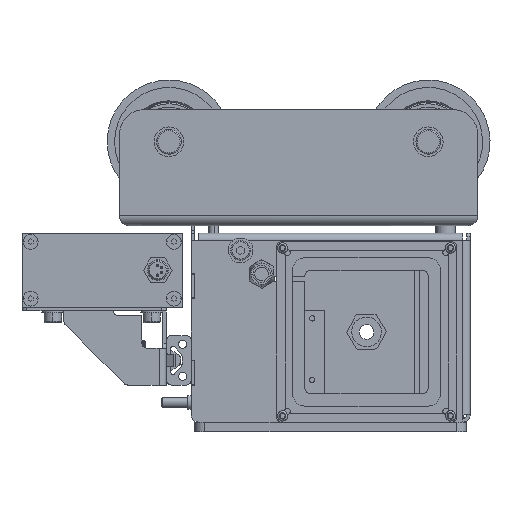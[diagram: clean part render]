
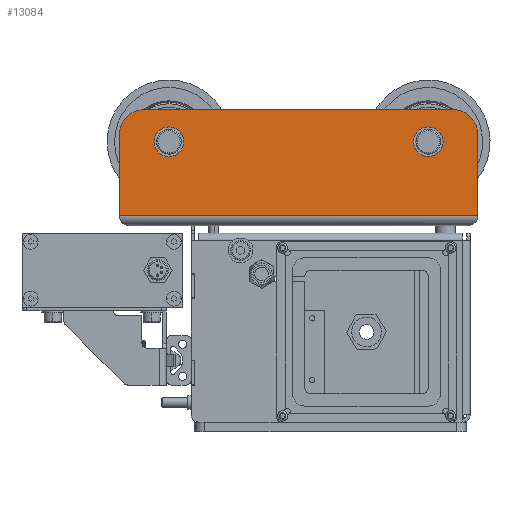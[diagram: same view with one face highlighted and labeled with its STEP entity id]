
A CAD part, front view. The second image highlights one B-rep face of the part: STEP entity #13084.
In plain terms, the highlighted face is planar.
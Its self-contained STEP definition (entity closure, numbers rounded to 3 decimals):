
#11882=CARTESIAN_POINT('',(54.0,19.,83.1));
#11883=VERTEX_POINT('',#11882);
#11899=CARTESIAN_POINT('',(54.0,19.,76.9));
#11900=VERTEX_POINT('',#11899);
#11907=CARTESIAN_POINT('',(54.0,19.,80.0));
#11908=DIRECTION('',(-1.0,0.0,0.0));
#11909=DIRECTION('',(0.0,0.0,1.0));
#11910=AXIS2_PLACEMENT_3D('',#11907,#11908,#11909);
#11911=CIRCLE('',#11910,3.1);
#11912=EDGE_CURVE('',#11883,#11900,#11911,.T.);
#11966=CARTESIAN_POINT('',(54.0,19.,-21.9));
#11967=VERTEX_POINT('',#11966);
#11983=CARTESIAN_POINT('',(54.0,19.,-28.1));
#11984=VERTEX_POINT('',#11983);
#11991=CARTESIAN_POINT('',(54.0,19.,-25.0));
#11992=DIRECTION('',(-1.0,0.0,0.0));
#11993=DIRECTION('',(0.0,0.0,1.0));
#11994=AXIS2_PLACEMENT_3D('',#11991,#11992,#11993);
#11995=CIRCLE('',#11994,3.1);
#11996=EDGE_CURVE('',#11967,#11984,#11995,.T.);
#12852=CARTESIAN_POINT('',(54.0,-11.,100.0));
#12853=VERTEX_POINT('',#12852);
#12907=CARTESIAN_POINT('',(54.0,-11.0,-45.0));
#12908=VERTEX_POINT('',#12907);
#12909=CARTESIAN_POINT('',(54.0,-11.0,-45.0));
#12910=DIRECTION('',(0.0,0.0,1.0));
#12911=VECTOR('',#12910,145.0);
#12912=LINE('',#12909,#12911);
#12913=EDGE_CURVE('',#12908,#12853,#12912,.T.);
#13016=CARTESIAN_POINT('',(54.0,32.,-45.0));
#13017=DIRECTION('',(1.0,0.0,0.0));
#13018=DIRECTION('',(0.0,0.0,-1.0));
#13019=AXIS2_PLACEMENT_3D('',#13016,#13017,#13018);
#13020=PLANE('',#13019);
#13021=ORIENTED_EDGE('',*,*,#12913,.F.);
#13022=CARTESIAN_POINT('',(54.0,22.,-45.0));
#13023=VERTEX_POINT('',#13022);
#13024=CARTESIAN_POINT('',(54.0,22.,-45.0));
#13025=DIRECTION('',(0.0,-1.0,0.0));
#13026=VECTOR('',#13025,33.);
#13027=LINE('',#13024,#13026);
#13028=EDGE_CURVE('',#13023,#12908,#13027,.T.);
#13029=ORIENTED_EDGE('',*,*,#13028,.F.);
#13030=CARTESIAN_POINT('',(54.0,32.,-35.0));
#13031=VERTEX_POINT('',#13030);
#13032=CARTESIAN_POINT('',(54.0,22.,-35.0));
#13033=DIRECTION('',(-1.,0.0,0.0));
#13034=DIRECTION('',(0.0,0.707,-0.707));
#13035=AXIS2_PLACEMENT_3D('',#13032,#13033,#13034);
#13036=CIRCLE('',#13035,10.);
#13037=EDGE_CURVE('',#13031,#13023,#13036,.T.);
#13038=ORIENTED_EDGE('',*,*,#13037,.F.);
#13039=CARTESIAN_POINT('',(54.0,32.,90.0));
#13040=VERTEX_POINT('',#13039);
#13041=CARTESIAN_POINT('',(54.0,32.,-35.0));
#13042=DIRECTION('',(0.0,0.0,1.0));
#13043=VECTOR('',#13042,125.0);
#13044=LINE('',#13041,#13043);
#13045=EDGE_CURVE('',#13031,#13040,#13044,.T.);
#13046=ORIENTED_EDGE('',*,*,#13045,.T.);
#13047=CARTESIAN_POINT('',(54.0,22.,100.0));
#13048=VERTEX_POINT('',#13047);
#13049=CARTESIAN_POINT('',(54.0,22.,90.0));
#13050=DIRECTION('',(-1.,0.0,0.0));
#13051=DIRECTION('',(0.0,0.707,0.707));
#13052=AXIS2_PLACEMENT_3D('',#13049,#13050,#13051);
#13053=CIRCLE('',#13052,10.);
#13054=EDGE_CURVE('',#13048,#13040,#13053,.T.);
#13055=ORIENTED_EDGE('',*,*,#13054,.F.);
#13056=CARTESIAN_POINT('',(54.0,22.,100.0));
#13057=DIRECTION('',(0.0,-1.0,0.0));
#13058=VECTOR('',#13057,33.);
#13059=LINE('',#13056,#13058);
#13060=EDGE_CURVE('',#13048,#12853,#13059,.T.);
#13061=ORIENTED_EDGE('',*,*,#13060,.T.);
#13062=EDGE_LOOP('',(#13021,#13029,#13038,#13046,#13055,#13061));
#13063=FACE_OUTER_BOUND('',#13062,.T.);
#13064=CARTESIAN_POINT('',(54.0,19.,80.0));
#13065=DIRECTION('',(-1.0,0.0,0.0));
#13066=DIRECTION('',(0.0,0.0,1.0));
#13067=AXIS2_PLACEMENT_3D('',#13064,#13065,#13066);
#13068=CIRCLE('',#13067,3.1);
#13069=EDGE_CURVE('',#11900,#11883,#13068,.T.);
#13070=ORIENTED_EDGE('',*,*,#13069,.T.);
#13071=ORIENTED_EDGE('',*,*,#11912,.T.);
#13072=EDGE_LOOP('',(#13070,#13071));
#13073=FACE_BOUND('',#13072,.T.);
#13074=CARTESIAN_POINT('',(54.0,19.,-25.0));
#13075=DIRECTION('',(-1.0,0.0,0.0));
#13076=DIRECTION('',(0.0,0.0,1.0));
#13077=AXIS2_PLACEMENT_3D('',#13074,#13075,#13076);
#13078=CIRCLE('',#13077,3.1);
#13079=EDGE_CURVE('',#11984,#11967,#13078,.T.);
#13080=ORIENTED_EDGE('',*,*,#13079,.T.);
#13081=ORIENTED_EDGE('',*,*,#11996,.T.);
#13082=EDGE_LOOP('',(#13080,#13081));
#13083=FACE_BOUND('',#13082,.T.);
#13084=ADVANCED_FACE('',(#13063,#13073,#13083),#13020,.T.);
